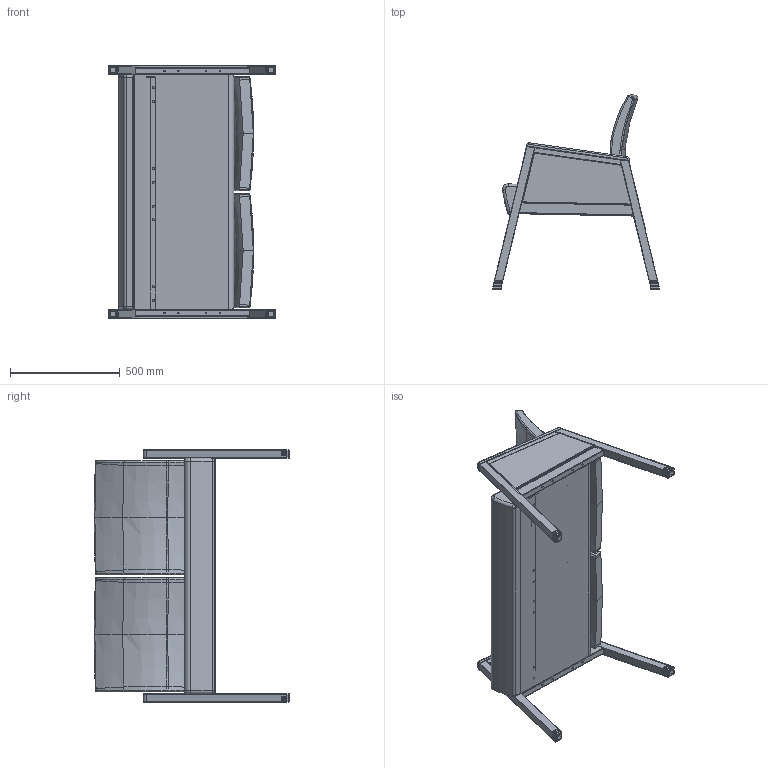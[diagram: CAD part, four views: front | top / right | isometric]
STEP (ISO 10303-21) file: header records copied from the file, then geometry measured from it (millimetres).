
FILE_DESCRIPTION(/* description */ (''),/* implementation_level */ '2;1');
FILE_NAME(/* name */ 'KAD20PJ.stp',/* time_stamp */ '2016-10-19T11:22:36-04:00',/* author */ ('emerkel'),/* organization */ (''),/* preprocessor_version */ 'ST-DEVELOPER v16.5',/* originating_system */ 'Autodesk Inventor 2017',/* authorisation */ '');
FILE_SCHEMA (('AUTOMOTIVE_DESIGN { 1 0 10303 214 3 1 1 }'));
Products named in the file (21): KAD20PJ; STUBE1.5X42.25; TUBE1.5X42.25; STUBE PLT-1; KOT20 USEAT; UBACK KAD10; UPANEL KAD10; KAD ARML BRZ; KAD FRONT LEG-F; KAD TOP BAR-F; KAD REAR LEG-F; KAD BOTTOM BAR-F; KAD ARMR BRZ; KAD FRONT LEG-F_MIR; KAD TOP BAR-F_MIR; KAD REAR LEG-F_MIR; KAD BOTTOM BAR-F_MIR; KOW10 MAC BLK; LEG CAP KOL-1; LEG CAP KOL-1_1; GLD BLK 5-16
Assembly tree (29 placements, depth 3):
  KAD20PJ
    STUBE1.5X42.25  x3
      TUBE1.5X42.25
      STUBE PLT-1
    KOT20 USEAT
    UBACK KAD10  x2
    UPANEL KAD10  x2
    KAD ARML BRZ
      KAD FRONT LEG-F
      KAD TOP BAR-F
      KAD REAR LEG-F
      KAD BOTTOM BAR-F
    KAD ARMR BRZ
      KAD FRONT LEG-F_MIR
      KAD TOP BAR-F_MIR
      KAD REAR LEG-F_MIR
      KAD BOTTOM BAR-F_MIR
    KOW10 MAC BLK  x2
    LEG CAP KOL-1  x4
      LEG CAP KOL-1_1
      GLD BLK 5-16
Bounding box: 762.68 x 891.79 x 1152.53 mm (x, y, z)
Volume: 100220580.1 mm3; surface area: 5549665.8 mm2
Topology: 38 solids, 46 shells, 3191 faces, 6921 edges, 3838 vertices
Faces by surface type: cylinder 1055, bspline 813, plane 697, torus 538, sphere 84, cone 4
Full cylindrical faces by diameter (mm): 4.366 x8, 6.35 x44, 6.528 x8, 7.137 x24, 7.925 x8, 9.525 x48, 9.906 x4, 11.989 x4, 31.75 x4
Entity records: 40644 total; most frequent: CARTESIAN_POINT 18788, ORIENTED_EDGE 4416, DIRECTION 4149, EDGE_CURVE 2210, AXIS2_PLACEMENT_3D 1641, VERTEX_POINT 1312, EDGE_LOOP 1262, FACE_OUTER_BOUND 1024
